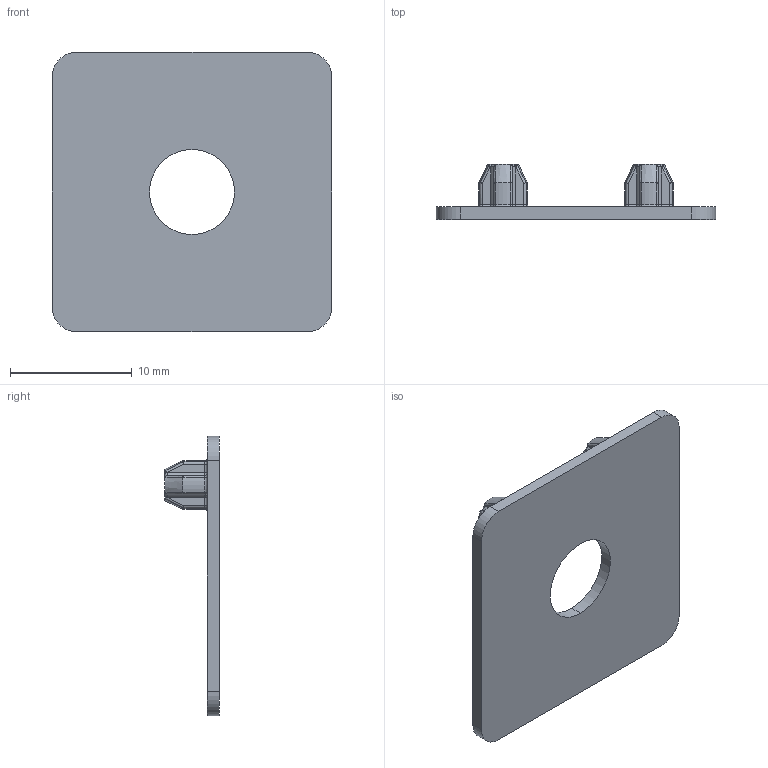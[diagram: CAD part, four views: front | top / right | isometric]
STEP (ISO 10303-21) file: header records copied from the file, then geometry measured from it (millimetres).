
FILE_DESCRIPTION (( 'STEP AP203' ), '1' );
FILE_NAME ('55-PP-25.STEP', '2017-07-19T14:00:09', ( '' ), ( '' ), 'SwSTEP 2.0', 'SolidWorks 2015', '' );
FILE_SCHEMA (( 'CONFIG_CONTROL_DESIGN' ));
Length unit declared in the file: millimetre
Products named in the file (1): 55-PP-25
Bounding box: 23 x 4.5 x 23 mm (x, y, z)
Volume: 547.6 mm3; surface area: 1170.1 mm2
Topology: 1 solids, 1 shells, 377 faces, 988 edges, 636 vertices
Faces by surface type: plane 147, bspline 106, cylinder 72, torus 42, cone 10
Entity records: 16613 total; most frequent: CARTESIAN_POINT 8076, ORIENTED_EDGE 1976, DIRECTION 1374, EDGE_CURVE 988, VERTEX_POINT 636, LINE 530, VECTOR 530, AXIS2_PLACEMENT_3D 422
